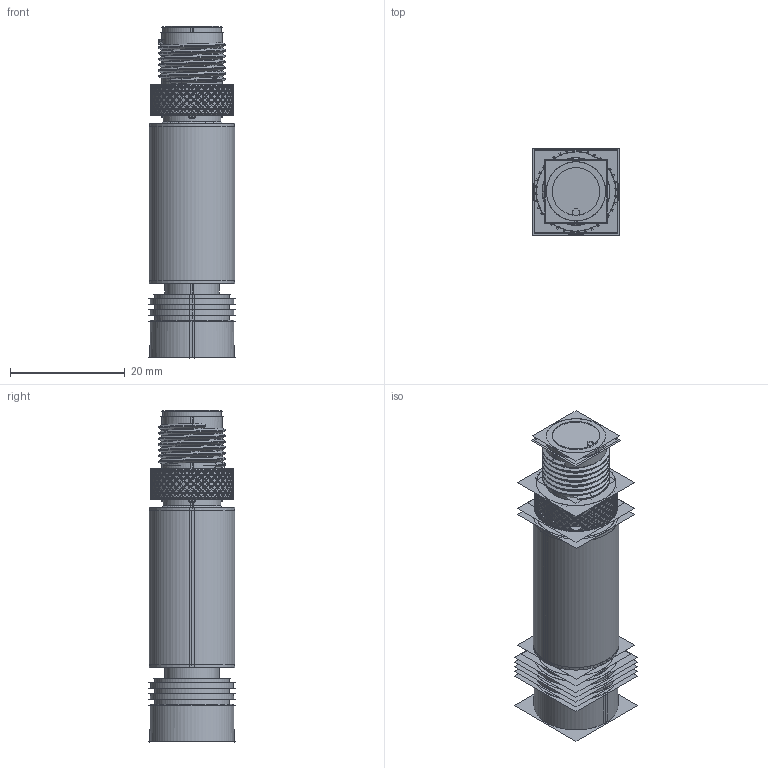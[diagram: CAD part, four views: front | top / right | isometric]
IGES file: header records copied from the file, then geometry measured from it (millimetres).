
Start section:  PTC IGES file: 227489_sm01.igs
Global section: file name: 227489_sm01.igs; native system: Creo Parametric by PTC Inc.; preprocessor: 2019292; author: PDMAdmin; organization: Unknown; date: 20220718.140340; units: millimetre
Bounding box: 15.29 x 15.29 x 57.95 mm (x, y, z)
Volume: 8043.3 mm3; surface area: 24960.1 mm2
Topology: 5 solids, 5 shells, 4444 faces, 20084 edges, 24130 vertices
Faces by surface type: bspline 3194, revolution 1250
